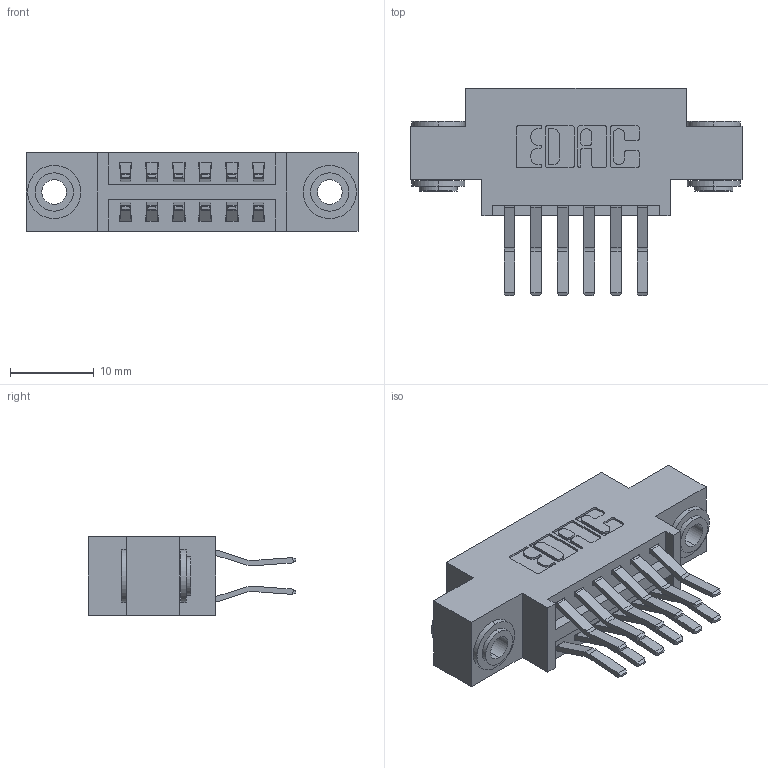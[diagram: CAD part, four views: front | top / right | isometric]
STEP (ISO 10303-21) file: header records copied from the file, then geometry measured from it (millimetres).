
FILE_DESCRIPTION (( 'STEP AP203' ), '1' );
FILE_NAME ('396-012-560-803.STEP', '2019-11-01T17:08:31', ( '' ), ( '' ), 'SwSTEP 2.0', 'SolidWorks 2016', '' );
FILE_SCHEMA (( 'CONFIG_CONTROL_DESIGN' ));
Length unit declared in the file: inch
Products named in the file (4): 346 Part_0.170 Offset - 0.156 Dia-TH; 345-292-001_560 Tail; 345-250-002_345-250-002-102; 396-012-560-803
Assembly tree (15 placements, depth 2):
  396-012-560-803
    346 Part_0.170 Offset - 0.156 Dia-TH
    345-292-001_560 Tail  x12
    345-250-002_345-250-002-102  x2
Bounding box: 39.62 x 24.78 x 9.4 mm (x, y, z)
Volume: 3527.7 mm3; surface area: 4886.8 mm2
Topology: 15 solids, 15 shells, 812 faces, 2349 edges, 1546 vertices
Faces by surface type: plane 510, cylinder 294, cone 8
Entity records: 9632 total; most frequent: CARTESIAN_POINT 1615, ORIENTED_EDGE 1542, DIRECTION 1509, EDGE_CURVE 771, LINE 587, VECTOR 587, VERTEX_POINT 510, AXIS2_PLACEMENT_3D 461
